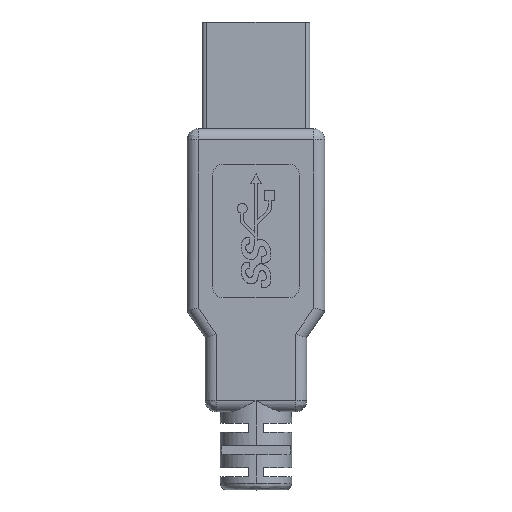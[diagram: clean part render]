
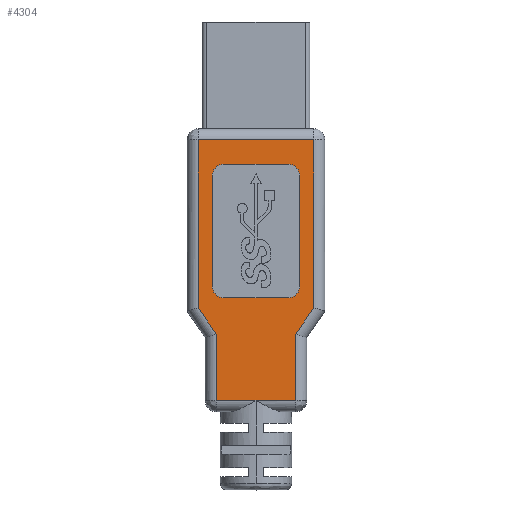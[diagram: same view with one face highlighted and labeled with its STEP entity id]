
A CAD part, top view. The second image highlights one B-rep face of the part: STEP entity #4304.
In plain terms, the highlighted planar face has unit normal (0, 0, 1).
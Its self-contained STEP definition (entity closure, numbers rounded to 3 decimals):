
#7 = CARTESIAN_POINT ( 'NONE',  ( -4.9, -17.75, 4. ) ) ;
#115 = EDGE_CURVE ( 'NONE', #537, #628, #5231, .T. ) ;
#146 = ORIENTED_EDGE ( 'NONE', *, *, #115, .T. ) ;
#229 = VECTOR ( 'NONE', #2390, 1000. ) ;
#251 = DIRECTION ( 'NONE',  ( 0., 0., 1. ) ) ;
#285 = CARTESIAN_POINT ( 'NONE',  ( -4.45, -30.55, 4. ) ) ;
#286 = EDGE_CURVE ( 'NONE', #2591, #2324, #2131, .T. ) ;
#304 = ORIENTED_EDGE ( 'NONE', *, *, #4679, .T. ) ;
#311 = CARTESIAN_POINT ( 'NONE',  ( -3.65, -5.25, 4. ) ) ;
#340 = CARTESIAN_POINT ( 'NONE',  ( 3.65, -17.75, 4. ) ) ;
#367 = EDGE_CURVE ( 'NONE', #2036, #1907, #2677, .T. ) ;
#369 = VERTEX_POINT ( 'NONE', #2033 ) ;
#381 = CARTESIAN_POINT ( 'NONE',  ( 6.5, -15.9, 4. ) ) ;
#400 = VERTEX_POINT ( 'NONE', #4643 ) ;
#451 = DIRECTION ( 'NONE',  ( -1., 0., 0. ) ) ;
#493 = ORIENTED_EDGE ( 'NONE', *, *, #2970, .T. ) ;
#523 = VECTOR ( 'NONE', #2411, 1000. ) ;
#537 = VERTEX_POINT ( 'NONE', #5087 ) ;
#553 = CARTESIAN_POINT ( 'NONE',  ( -4.45, -23.114, 4. ) ) ;
#557 = CARTESIAN_POINT ( 'NONE',  ( 0., -4., 4. ) ) ;
#559 = CARTESIAN_POINT ( 'NONE',  ( 4.45, -15.9, 4. ) ) ;
#565 = VECTOR ( 'NONE', #994, 1000. ) ;
#584 = CARTESIAN_POINT ( 'NONE',  ( 0., -30.55, 4. ) ) ;
#606 = VERTEX_POINT ( 'NONE', #553 ) ;
#628 = VERTEX_POINT ( 'NONE', #1057 ) ;
#692 = DIRECTION ( 'NONE',  ( 1., 0., 0. ) ) ;
#711 = LINE ( 'NONE', #2557, #789 ) ;
#740 = ORIENTED_EDGE ( 'NONE', *, *, #4769, .T. ) ;
#789 = VECTOR ( 'NONE', #5567, 1000. ) ;
#807 = AXIS2_PLACEMENT_3D ( 'NONE', #340, #3323, #5247 ) ;
#814 = VECTOR ( 'NONE', #1448, 1000. ) ;
#833 = VERTEX_POINT ( 'NONE', #3652 ) ;
#854 = EDGE_CURVE ( 'NONE', #606, #3581, #2277, .T. ) ;
#882 = EDGE_LOOP ( 'NONE', ( #3036, #3783, #2931, #2370, #146, #3925, #4193, #1962 ) ) ;
#937 = EDGE_CURVE ( 'NONE', #833, #3181, #4080, .T. ) ;
#994 = DIRECTION ( 'NONE',  ( 0., -1., 0. ) ) ;
#1025 = VERTEX_POINT ( 'NONE', #4117 ) ;
#1030 = DIRECTION ( 'NONE',  ( 0., -1., 0. ) ) ;
#1057 = CARTESIAN_POINT ( 'NONE',  ( 3.65, -19., 4. ) ) ;
#1064 = CARTESIAN_POINT ( 'NONE',  ( 0., -15.9, 4. ) ) ;
#1073 = ORIENTED_EDGE ( 'NONE', *, *, #3035, .T. ) ;
#1140 = FACE_OUTER_BOUND ( 'NONE', #2850, .T. ) ;
#1196 = DIRECTION ( 'NONE',  ( 0., 0., -1. ) ) ;
#1254 = EDGE_CURVE ( 'NONE', #628, #2591, #711, .T. ) ;
#1406 = CARTESIAN_POINT ( 'NONE',  ( 4.45, -30.55, 4. ) ) ;
#1438 = EDGE_CURVE ( 'NONE', #2571, #606, #3695, .T. ) ;
#1448 = DIRECTION ( 'NONE',  ( 1., 0., 0. ) ) ;
#1520 = DIRECTION ( 'NONE',  ( 0., 0., -1. ) ) ;
#1602 = VECTOR ( 'NONE', #1030, 1000. ) ;
#1675 = VECTOR ( 'NONE', #2805, 1000. ) ;
#1887 = LINE ( 'NONE', #2462, #2638 ) ;
#1907 = VERTEX_POINT ( 'NONE', #4392 ) ;
#1960 = PLANE ( 'NONE',  #2718 ) ;
#1962 = ORIENTED_EDGE ( 'NONE', *, *, #4294, .T. ) ;
#1974 = VERTEX_POINT ( 'NONE', #4098 ) ;
#2033 = CARTESIAN_POINT ( 'NONE',  ( 0., -30.55, 4. ) ) ;
#2036 = VERTEX_POINT ( 'NONE', #3271 ) ;
#2131 = CIRCLE ( 'NONE', #3806, 1.25 ) ;
#2160 = VECTOR ( 'NONE', #4833, 1000. ) ;
#2197 = CARTESIAN_POINT ( 'NONE',  ( -3.65, -17.75, 4. ) ) ;
#2277 = LINE ( 'NONE', #3142, #565 ) ;
#2324 = VERTEX_POINT ( 'NONE', #7 ) ;
#2343 = CARTESIAN_POINT ( 'NONE',  ( -6.5, -20.114, 4. ) ) ;
#2366 = AXIS2_PLACEMENT_3D ( 'NONE', #4118, #1520, #692 ) ;
#2370 = ORIENTED_EDGE ( 'NONE', *, *, #2936, .T. ) ;
#2390 = DIRECTION ( 'NONE',  ( 0.564, 0.826, 0. ) ) ;
#2394 = EDGE_CURVE ( 'NONE', #3848, #2036, #3424, .T. ) ;
#2411 = DIRECTION ( 'NONE',  ( 0., 1., 0. ) ) ;
#2417 = DIRECTION ( 'NONE',  ( 1., 0., 0. ) ) ;
#2462 = CARTESIAN_POINT ( 'NONE',  ( -4.9, -15.9, 4. ) ) ;
#2519 = ORIENTED_EDGE ( 'NONE', *, *, #1438, .T. ) ;
#2557 = CARTESIAN_POINT ( 'NONE',  ( 0., -19., 4. ) ) ;
#2571 = VERTEX_POINT ( 'NONE', #4428 ) ;
#2579 = VECTOR ( 'NONE', #2417, 1000. ) ;
#2591 = VERTEX_POINT ( 'NONE', #5302 ) ;
#2621 = DIRECTION ( 'NONE',  ( 1., 0., 0. ) ) ;
#2634 = CARTESIAN_POINT ( 'NONE',  ( 4.9, -15.9, 4. ) ) ;
#2638 = VECTOR ( 'NONE', #5375, 1000. ) ;
#2677 = CIRCLE ( 'NONE', #2366, 1.25 ) ;
#2718 = AXIS2_PLACEMENT_3D ( 'NONE', #1064, #251, #3703 ) ;
#2805 = DIRECTION ( 'NONE',  ( 0., 1., 0. ) ) ;
#2850 = EDGE_LOOP ( 'NONE', ( #4396, #4749, #1073, #5201, #2921, #740, #493, #304, #2519 ) ) ;
#2906 = LINE ( 'NONE', #584, #814 ) ;
#2921 = ORIENTED_EDGE ( 'NONE', *, *, #937, .T. ) ;
#2931 = ORIENTED_EDGE ( 'NONE', *, *, #367, .T. ) ;
#2936 = EDGE_CURVE ( 'NONE', #1907, #537, #3097, .T. ) ;
#2970 = EDGE_CURVE ( 'NONE', #1974, #1025, #5129, .T. ) ;
#3005 = DIRECTION ( 'NONE',  ( 0., 0., -1. ) ) ;
#3025 = LINE ( 'NONE', #4920, #1602 ) ;
#3035 = EDGE_CURVE ( 'NONE', #369, #3306, #2906, .T. ) ;
#3036 = ORIENTED_EDGE ( 'NONE', *, *, #4344, .T. ) ;
#3097 = LINE ( 'NONE', #2634, #4043 ) ;
#3142 = CARTESIAN_POINT ( 'NONE',  ( -4.45, -15.9, 4. ) ) ;
#3181 = VERTEX_POINT ( 'NONE', #5413 ) ;
#3271 = CARTESIAN_POINT ( 'NONE',  ( 3.65, -4., 4. ) ) ;
#3306 = VERTEX_POINT ( 'NONE', #1406 ) ;
#3323 = DIRECTION ( 'NONE',  ( 0., 0., -1. ) ) ;
#3421 = CARTESIAN_POINT ( 'NONE',  ( -3.65, -4., 4. ) ) ;
#3424 = LINE ( 'NONE', #557, #2160 ) ;
#3501 = CIRCLE ( 'NONE', #3678, 1.25 ) ;
#3565 = VECTOR ( 'NONE', #451, 1000. ) ;
#3581 = VERTEX_POINT ( 'NONE', #285 ) ;
#3627 = VECTOR ( 'NONE', #4260, 1000. ) ;
#3652 = CARTESIAN_POINT ( 'NONE',  ( 4.45, -23.114, 4. ) ) ;
#3668 = CARTESIAN_POINT ( 'NONE',  ( 4.45, -23.114, 4. ) ) ;
#3678 = AXIS2_PLACEMENT_3D ( 'NONE', #311, #1196, #4181 ) ;
#3695 = LINE ( 'NONE', #2343, #3627 ) ;
#3703 = DIRECTION ( 'NONE',  ( 1., 0., 0. ) ) ;
#3704 = CARTESIAN_POINT ( 'NONE',  ( 0., -30.55, 4. ) ) ;
#3707 = EDGE_CURVE ( 'NONE', #3581, #369, #4264, .T. ) ;
#3769 = LINE ( 'NONE', #559, #1675 ) ;
#3783 = ORIENTED_EDGE ( 'NONE', *, *, #2394, .T. ) ;
#3806 = AXIS2_PLACEMENT_3D ( 'NONE', #2197, #3005, #2621 ) ;
#3848 = VERTEX_POINT ( 'NONE', #3421 ) ;
#3870 = CARTESIAN_POINT ( 'NONE',  ( 0., -1.25, 4. ) ) ;
#3925 = ORIENTED_EDGE ( 'NONE', *, *, #1254, .T. ) ;
#4043 = VECTOR ( 'NONE', #5566, 1000. ) ;
#4080 = LINE ( 'NONE', #3668, #229 ) ;
#4098 = CARTESIAN_POINT ( 'NONE',  ( 6.5, -1.25, 4. ) ) ;
#4117 = CARTESIAN_POINT ( 'NONE',  ( -6.5, -1.25, 4. ) ) ;
#4118 = CARTESIAN_POINT ( 'NONE',  ( 3.65, -5.25, 4. ) ) ;
#4181 = DIRECTION ( 'NONE',  ( 1., 0., 0. ) ) ;
#4193 = ORIENTED_EDGE ( 'NONE', *, *, #286, .T. ) ;
#4248 = EDGE_CURVE ( 'NONE', #3306, #833, #3769, .T. ) ;
#4260 = DIRECTION ( 'NONE',  ( 0.564, -0.826, 0. ) ) ;
#4264 = LINE ( 'NONE', #3704, #2579 ) ;
#4294 = EDGE_CURVE ( 'NONE', #2324, #400, #1887, .T. ) ;
#4304 = ADVANCED_FACE ( 'NONE', ( #5255, #1140 ), #1960, .T. ) ;
#4344 = EDGE_CURVE ( 'NONE', #400, #3848, #3501, .T. ) ;
#4392 = CARTESIAN_POINT ( 'NONE',  ( 4.9, -5.25, 4. ) ) ;
#4396 = ORIENTED_EDGE ( 'NONE', *, *, #854, .T. ) ;
#4428 = CARTESIAN_POINT ( 'NONE',  ( -6.5, -20.114, 4. ) ) ;
#4438 = LINE ( 'NONE', #381, #523 ) ;
#4643 = CARTESIAN_POINT ( 'NONE',  ( -4.9, -5.25, 4. ) ) ;
#4679 = EDGE_CURVE ( 'NONE', #1025, #2571, #3025, .T. ) ;
#4749 = ORIENTED_EDGE ( 'NONE', *, *, #3707, .T. ) ;
#4769 = EDGE_CURVE ( 'NONE', #3181, #1974, #4438, .T. ) ;
#4833 = DIRECTION ( 'NONE',  ( 1., 0., 0. ) ) ;
#4920 = CARTESIAN_POINT ( 'NONE',  ( -6.5, -15.9, 4. ) ) ;
#5087 = CARTESIAN_POINT ( 'NONE',  ( 4.9, -17.75, 4. ) ) ;
#5129 = LINE ( 'NONE', #3870, #3565 ) ;
#5201 = ORIENTED_EDGE ( 'NONE', *, *, #4248, .T. ) ;
#5231 = CIRCLE ( 'NONE', #807, 1.25 ) ;
#5247 = DIRECTION ( 'NONE',  ( 1., 0., 0. ) ) ;
#5255 = FACE_BOUND ( 'NONE', #882, .T. ) ;
#5302 = CARTESIAN_POINT ( 'NONE',  ( -3.65, -19., 4. ) ) ;
#5375 = DIRECTION ( 'NONE',  ( 0., 1., 0. ) ) ;
#5413 = CARTESIAN_POINT ( 'NONE',  ( 6.5, -20.114, 4. ) ) ;
#5566 = DIRECTION ( 'NONE',  ( 0., -1., 0. ) ) ;
#5567 = DIRECTION ( 'NONE',  ( -1., 0., 0. ) ) ;
